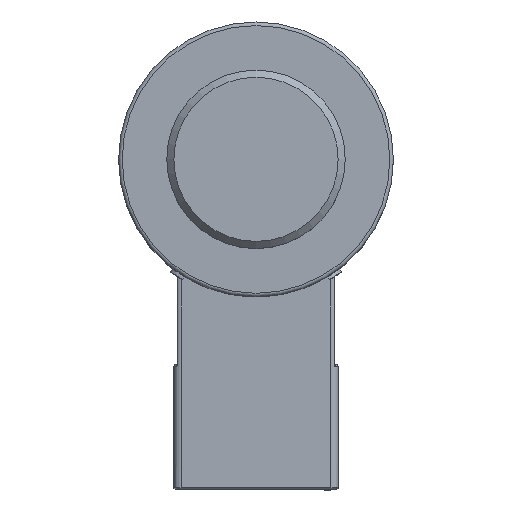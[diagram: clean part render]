
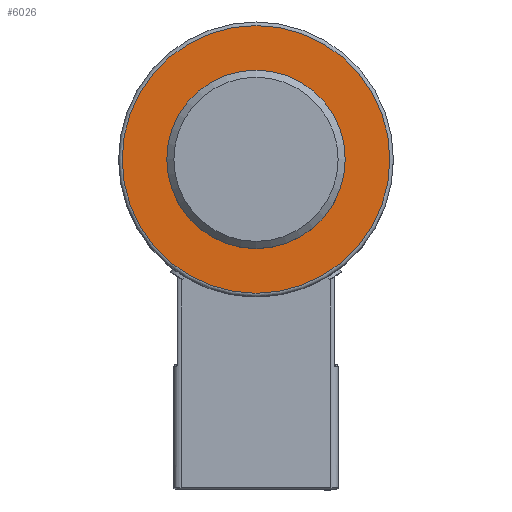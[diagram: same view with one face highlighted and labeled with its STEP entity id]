
A CAD part, top view. The second image highlights one B-rep face of the part: STEP entity #6026.
In plain terms, the highlighted planar face has unit normal (0, 0, 1).
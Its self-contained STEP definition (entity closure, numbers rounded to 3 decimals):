
#1071=PLANE('',#6466);
#1326=FACE_BOUND('',#1829,.T.);
#1425=FACE_OUTER_BOUND('',#1828,.T.);
#1828=EDGE_LOOP('',(#4285));
#1829=EDGE_LOOP('',(#4286));
#2263=CIRCLE('',#6467,37.5);
#2264=CIRCLE('',#6468,23.);
#2634=VERTEX_POINT('',#9230);
#2635=VERTEX_POINT('',#9232);
#3261=EDGE_CURVE('',#2634,#2634,#2263,.T.);
#3262=EDGE_CURVE('',#2635,#2635,#2264,.T.);
#4285=ORIENTED_EDGE('',*,*,#3261,.F.);
#4286=ORIENTED_EDGE('',*,*,#3262,.F.);
#6026=ADVANCED_FACE('',(#1425,#1326),#1071,.T.);
#6466=AXIS2_PLACEMENT_3D('',#9229,#7327,#7328);
#6467=AXIS2_PLACEMENT_3D('',#9231,#7329,#7330);
#6468=AXIS2_PLACEMENT_3D('',#9233,#7331,#7332);
#7327=DIRECTION('center_axis',(0.,0.,
1.));
#7328=DIRECTION('ref_axis',(1.,0.,0.));
#7329=DIRECTION('center_axis',(0.,0.,
-1.));
#7330=DIRECTION('ref_axis',(1.,0.,0.));
#7331=DIRECTION('center_axis',(0.,0.,
1.));
#7332=DIRECTION('ref_axis',(-1.,0.,0.));
#9229=CARTESIAN_POINT('Origin',(0.,0.,
182.2));
#9230=CARTESIAN_POINT('',(-37.5,0.,182.2));
#9231=CARTESIAN_POINT('Origin',(0.,0.,
182.2));
#9232=CARTESIAN_POINT('',(23.,0.,182.2));
#9233=CARTESIAN_POINT('Origin',(0.,0.,
182.2));
